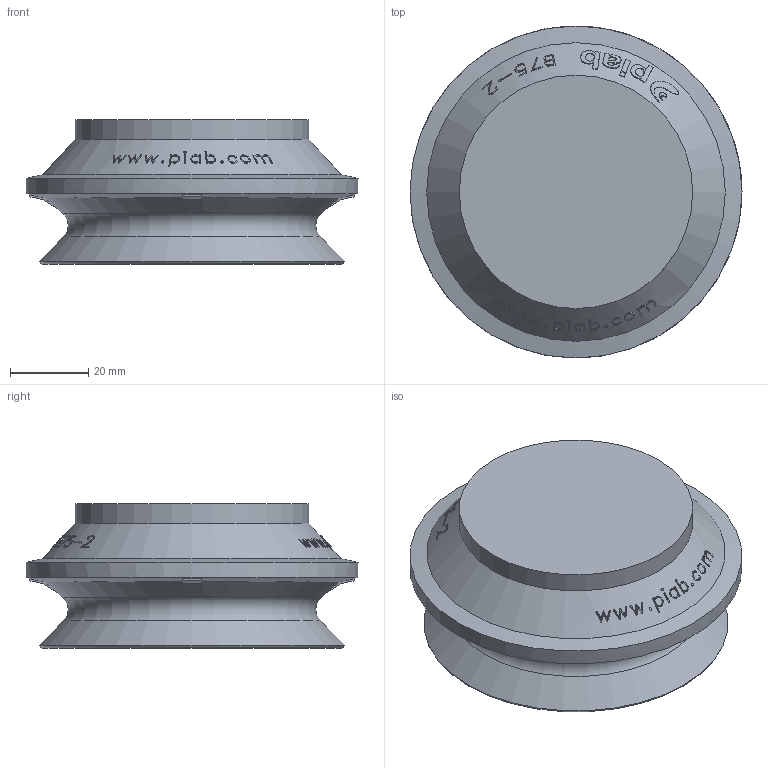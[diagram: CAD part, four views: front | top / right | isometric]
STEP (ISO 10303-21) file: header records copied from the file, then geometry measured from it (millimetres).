
FILE_DESCRIPTION( ( 'Unknown' ), '1' );
FILE_NAME( 'SE-0415778.stp', 'Unknown', ( 'Unknown' ), ( 'Unknown' ), 'PSStep 17.0.49', 'Unknown', ' ' );
FILE_SCHEMA( ( 'AUTOMOTIVE_DESIGN { 1 0 10303 214 1 1 1 1 }' ) );
Length unit declared in the file: millimetre
Products named in the file (1): 1
Bounding box: 85 x 85 x 37 mm (x, y, z)
Volume: 139653.9 mm3; surface area: 24106.7 mm2
Topology: 1 solids, 2 shells, 551 faces, 1533 edges, 1019 vertices
Faces by surface type: plane 385, bspline 121, cone 40, cylinder 3, torus 2
Full cylindrical faces by diameter (mm): 59.757 x2, 85 x1
Entity records: 20327 total; most frequent: CARTESIAN_POINT 8155, ORIENTED_EDGE 3034, DIRECTION 1715, EDGE_CURVE 1517, VERTEX_POINT 1014, B_SPLINE_CURVE_WITH_KNOTS 890, AXIS2_PLACEMENT_3D 657, EDGE_LOOP 597
